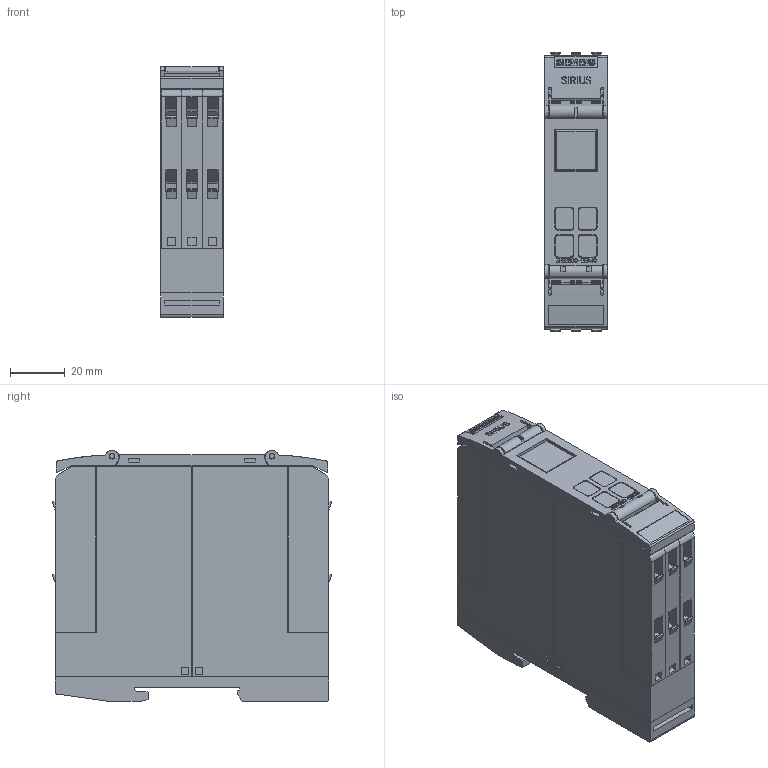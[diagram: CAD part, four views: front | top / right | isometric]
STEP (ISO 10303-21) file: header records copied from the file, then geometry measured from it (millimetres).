
FILE_DESCRIPTION(('STEP AP214'),'1');
FILE_NAME('cctmp_D6C14192-2564-4B35-9DD6-EDC97348913D_2023_07_21_11_05_29_0472..stp','2023-07-21T09:05:30',('SIEMENS A&D'),('CADClick - www.CADClick.com'),'Spatial InterOp 3D postprocessed',' ','unknown authorization');
FILE_SCHEMA(('AUTOMOTIVE_DESIGN'));
Length unit declared in the file: millimetre
Products named in the file (1): 2023_07_21_11_05_29_0400
Bounding box: 22.8 x 101.96 x 91.6 mm (x, y, z)
Volume: 189822.4 mm3; surface area: 52853.7 mm2
Topology: 1 solids, 1 shells, 1687 faces, 4756 edges, 3156 vertices
Faces by surface type: plane 1426, cylinder 245, torus 16
Entity records: 59531 total; most frequent: CARTESIAN_POINT 10158, ORIENTED_EDGE 9496, DIRECTION 8693, EDGE_CURVE 4748, LINE 4087, VECTOR 4087, VERTEX_POINT 3156, AXIS2_PLACEMENT_3D 2303
